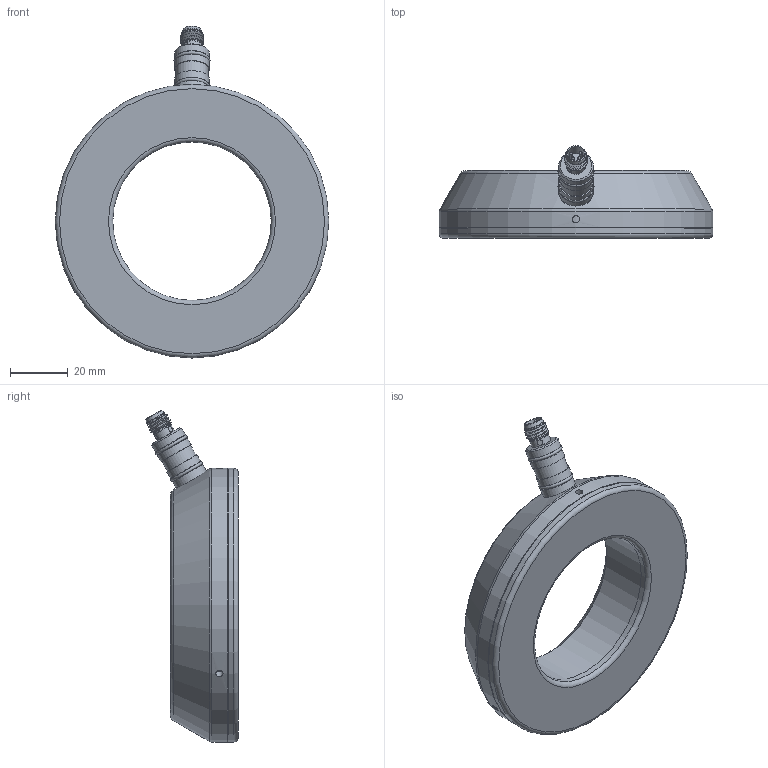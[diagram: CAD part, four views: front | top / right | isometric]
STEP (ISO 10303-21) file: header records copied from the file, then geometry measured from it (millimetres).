
FILE_DESCRIPTION (( 'STEP AP203' ), '1' );
FILE_NAME ('RBL-095-55-D12_outline.STEP', '2022-03-25T06:08:20', ( '' ), ( '' ), 'SwSTEP 2.0', 'SolidWorks 2020', '' );
FILE_SCHEMA (( 'CONFIG_CONTROL_DESIGN' ));
Length unit declared in the file: millimetre
Products named in the file (1): RBL-095-55-D12_outline
Bounding box: 95 x 32.07 x 115.27 mm (x, y, z)
Surface area: 23343.5 mm2 (no closed solid volume)
Topology: 0 solids, 6 shells, 72 faces, 170 edges, 107 vertices
Faces by surface type: cylinder 29, plane 21, cone 9, bspline 7, torus 6
Full cylindrical faces by diameter (mm): 1 x4, 2.5 x3, 5.8 x1, 6.4 x1, 6.6 x2, 6.9 x1, 7.2 x1, 10.5 x2, 11.4 x1, 12 x4, 55 x2, 95 x2
Entity records: 2797 total; most frequent: CARTESIAN_POINT 1365, DIRECTION 286, ORIENTED_EDGE 196, AXIS2_PLACEMENT_3D 138, EDGE_LOOP 133, EDGE_CURVE 112, FACE_OUTER_BOUND 98, VERTEX_POINT 95
